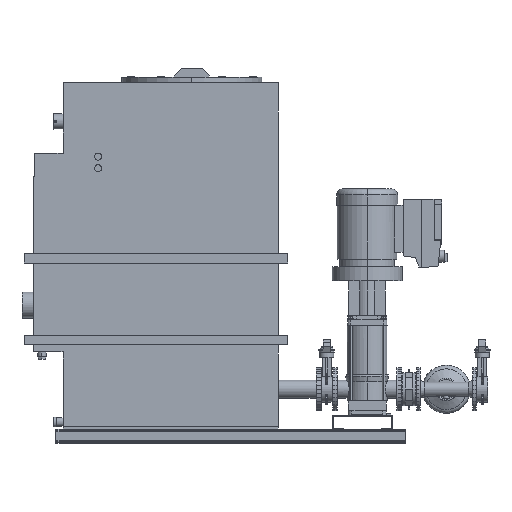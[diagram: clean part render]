
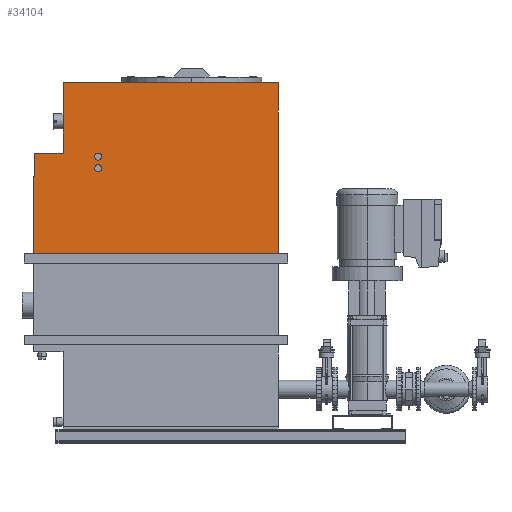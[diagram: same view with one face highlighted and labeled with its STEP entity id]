
A CAD part, front view. The second image highlights one B-rep face of the part: STEP entity #34104.
In plain terms, the highlighted planar face has unit normal (0, -1, 0).
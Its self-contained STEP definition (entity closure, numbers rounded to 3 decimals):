
#16982=VERTEX_POINT('',#47330);
#17360=VERTEX_POINT('',#47745);
#17884=EDGE_CURVE('',#17360,#21660,#48319,.T.);
#18054=VERTEX_POINT('',#48501);
#19110=EDGE_CURVE('',#44428,#40336,#49658,.T.);
#19996=EDGE_CURVE('',#31132,#21424,#50652,.T.);
#20100=EDGE_CURVE('',#16982,#44428,#50766,.T.);
#20878=EDGE_CURVE('',#37648,#16982,#51614,.T.);
#21424=VERTEX_POINT('',#52217);
#21660=VERTEX_POINT('',#52469);
#23448=EDGE_CURVE('',#37648,#24008,#54413,.T.);
#24008=VERTEX_POINT('',#55031);
#24268=EDGE_CURVE('',#21424,#31132,#55313,.T.);
#24476=VERTEX_POINT('',#55545);
#30824=EDGE_CURVE('',#41704,#40336,#62490,.T.);
#31132=VERTEX_POINT('',#62827);
#34104=ADVANCED_FACE('',(#66079,#66080,#66081),#66082,.F.);
#35672=EDGE_CURVE('',#17360,#24008,#67787,.T.);
#36834=EDGE_CURVE('',#24476,#18054,#69061,.T.);
#37648=VERTEX_POINT('',#69940);
#40336=VERTEX_POINT('',#72913);
#41704=VERTEX_POINT('',#74407);
#42862=EDGE_CURVE('',#41704,#21660,#75677,.T.);
#44428=VERTEX_POINT('',#77405);
#45104=EDGE_CURVE('',#18054,#24476,#78155,.T.);
#47330=CARTESIAN_POINT('',(950.0,-360.0,1540.0));
#47745=CARTESIAN_POINT('',(-90.0,-360.0,1240.0));
#48319=LINE('',#82826,#82827);
#48501=CARTESIAN_POINT('',(180.0,-360.0,1210.0));
#49658=LINE('',#84828,#84829);
#50652=CIRCLE('',#86233,15.0);
#50766=LINE('',#86398,#86399);
#51614=LINE('',#87600,#87601);
#52217=CARTESIAN_POINT('',(180.0,-360.0,1190.0));
#52469=CARTESIAN_POINT('',(-90.0,-360.0,1140.0));
#54413=LINE('',#91901,#91902);
#55031=CARTESIAN_POINT('',(30.0,-360.0,1240.0));
#55313=CIRCLE('',#93183,15.0);
#55545=CARTESIAN_POINT('',(180.0,-360.0,1240.0));
#62490=LINE('',#103748,#103749);
#62827=CARTESIAN_POINT('',(180.0,-360.0,1160.0));
#66079=FACE_BOUND('',#108989,.T.);
#66080=FACE_BOUND('',#108990,.T.);
#66081=FACE_OUTER_BOUND('',#108991,.T.);
#66082=PLANE('',#108992);
#67787=LINE('',#111447,#111448);
#69061=CIRCLE('',#113309,15.0);
#69940=CARTESIAN_POINT('',(30.0,-360.0,1540.0));
#72913=CARTESIAN_POINT('',(-95.0,-360.0,810.0));
#74407=CARTESIAN_POINT('',(-95.0,-360.0,1140.0));
#75677=LINE('',#123020,#123021);
#77405=CARTESIAN_POINT('',(950.0,-360.0,810.0));
#78155=CIRCLE('',#126648,15.0);
#82826=CARTESIAN_POINT('',(-90.0,-360.0,1190.0));
#82827=VECTOR('',#130309,1.0);
#84828=CARTESIAN_POINT('',(-42.497,-360.0,810.0));
#84829=VECTOR('',#131725,1.0);
#86233=AXIS2_PLACEMENT_3D('',#132872,#132873,#132874);
#86398=CARTESIAN_POINT('',(950.0,-360.0,805.0));
#86399=VECTOR('',#132990,1.0);
#87600=CARTESIAN_POINT('',(490.0,-360.0,1540.0));
#87601=VECTOR('',#133817,1.0);
#91901=CARTESIAN_POINT('',(30.0,-360.0,805.0));
#91902=VECTOR('',#136503,1.0);
#93183=AXIS2_PLACEMENT_3D('',#137297,#137298,#137299);
#103748=CARTESIAN_POINT('',(-95.0,-360.0,765.0));
#103749=VECTOR('',#144783,1.0);
#108989=EDGE_LOOP('',(#148398,#148399));
#108990=EDGE_LOOP('',(#148400,#148401));
#108991=EDGE_LOOP('',(#148402,#148403,#148404,#148405,#148406,#148407,#148408,#148409));
#108992=AXIS2_PLACEMENT_3D('',#148410,#148411,#148412);
#111447=CARTESIAN_POINT('',(-30.0,-360.0,1240.0));
#111448=VECTOR('',#149964,1.0);
#113309=AXIS2_PLACEMENT_3D('',#151322,#151323,#151324);
#123020=CARTESIAN_POINT('',(-32.5,-360.0,1140.0));
#123021=VECTOR('',#158445,1.0);
#126648=AXIS2_PLACEMENT_3D('',#161260,#161261,#161262);
#130309=DIRECTION('',(0.0,0.0,-1.0));
#131725=DIRECTION('',(-1.0,0.0,0.0));
#132872=CARTESIAN_POINT('',(180.0,-360.0,1175.0));
#132873=DIRECTION('',(0.0,1.0,0.0));
#132874=DIRECTION('',(0.0,0.0,-1.0));
#132990=DIRECTION('',(0.0,0.0,-1.0));
#133817=DIRECTION('',(1.0,0.0,0.0));
#136503=DIRECTION('',(0.0,0.0,-1.0));
#137297=CARTESIAN_POINT('',(180.0,-360.0,1175.0));
#137298=DIRECTION('',(0.0,1.0,0.0));
#137299=DIRECTION('',(0.0,0.0,-1.0));
#144783=DIRECTION('',(0.0,0.0,-1.0));
#148398=ORIENTED_EDGE('',*,*,#19996,.T.);
#148399=ORIENTED_EDGE('',*,*,#24268,.T.);
#148400=ORIENTED_EDGE('',*,*,#45104,.T.);
#148401=ORIENTED_EDGE('',*,*,#36834,.T.);
#148402=ORIENTED_EDGE('',*,*,#19110,.F.);
#148403=ORIENTED_EDGE('',*,*,#20100,.F.);
#148404=ORIENTED_EDGE('',*,*,#20878,.F.);
#148405=ORIENTED_EDGE('',*,*,#23448,.T.);
#148406=ORIENTED_EDGE('',*,*,#35672,.F.);
#148407=ORIENTED_EDGE('',*,*,#17884,.T.);
#148408=ORIENTED_EDGE('',*,*,#42862,.F.);
#148409=ORIENTED_EDGE('',*,*,#30824,.T.);
#148410=CARTESIAN_POINT('',(490.0,-360.0,805.0));
#148411=DIRECTION('',(0.0,1.0,0.0));
#148412=DIRECTION('',(0.0,0.0,1.0));
#149964=DIRECTION('',(1.0,0.0,0.0));
#151322=CARTESIAN_POINT('',(180.0,-360.0,1225.0));
#151323=DIRECTION('',(0.0,1.0,0.0));
#151324=DIRECTION('',(0.0,0.0,-1.0));
#158445=DIRECTION('',(1.0,0.0,0.0));
#161260=CARTESIAN_POINT('',(180.0,-360.0,1225.0));
#161261=DIRECTION('',(0.0,1.0,0.0));
#161262=DIRECTION('',(0.0,0.0,-1.0));
